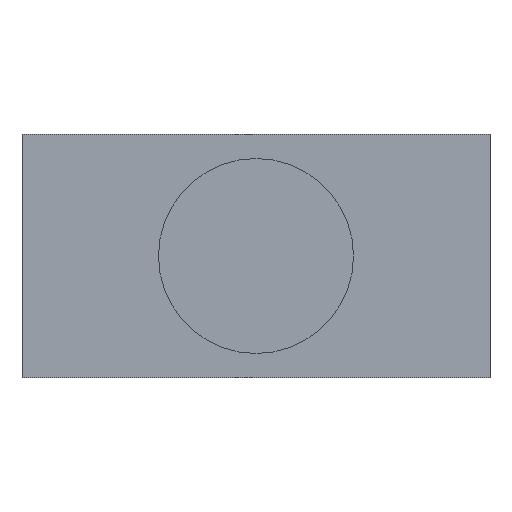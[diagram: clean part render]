
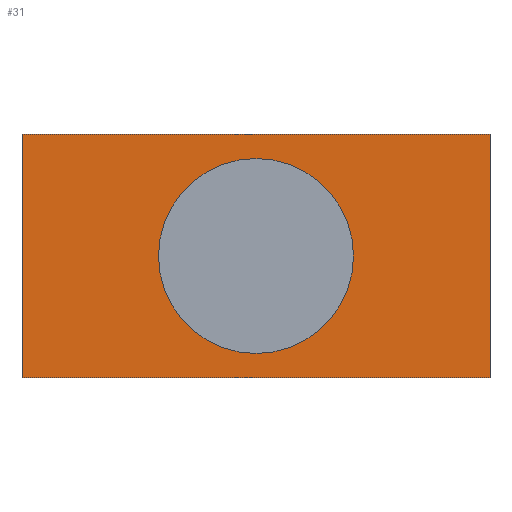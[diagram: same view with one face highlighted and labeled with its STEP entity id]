
A CAD part, left-side view. The second image highlights one B-rep face of the part: STEP entity #31.
In plain terms, the highlighted planar face has unit normal (-1, 0, 0).
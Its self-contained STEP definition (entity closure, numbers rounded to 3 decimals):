
#15 = EDGE_CURVE ( 'NONE', #56, #17, #16146, .T. ) ;
#16 = ORIENTED_EDGE ( 'NONE', *, *, #15, .F. ) ;
#17 = VERTEX_POINT ( 'NONE', #16142 ) ;
#20 = VERTEX_POINT ( 'NONE', #16137 ) ;
#21 = EDGE_CURVE ( 'NONE', #20, #17, #16136, .T. ) ;
#22 = ORIENTED_EDGE ( 'NONE', *, *, #21, .T. ) ;
#23 = EDGE_LOOP ( 'NONE', ( #22, #16, #26, #74 ) ) ;
#26 = ORIENTED_EDGE ( 'NONE', *, *, #27, .F. ) ;
#27 = EDGE_CURVE ( 'NONE', #34, #56, #16128, .T. ) ;
#31 = ADVANCED_FACE ( 'NONE', ( #16119, #16118 ), #16163, .F. ) ;
#34 = VERTEX_POINT ( 'NONE', #16157 ) ;
#54 = EDGE_LOOP ( 'NONE', ( #55, #77 ) ) ;
#55 = ORIENTED_EDGE ( 'NONE', *, *, #57, .F. ) ;
#56 = VERTEX_POINT ( 'NONE', #16255 ) ;
#57 = EDGE_CURVE ( 'NONE', #13305, #13308, #16254, .T. ) ;
#67 = EDGE_CURVE ( 'NONE', #34, #20, #16242, .T. ) ;
#74 = ORIENTED_EDGE ( 'NONE', *, *, #67, .T. ) ;
#77 = ORIENTED_EDGE ( 'NONE', *, *, #13226, .F. ) ;
#13226 = EDGE_CURVE ( 'NONE', #13308, #13305, #18934, .T. ) ;
#13305 = VERTEX_POINT ( 'NONE', #19264 ) ;
#13308 = VERTEX_POINT ( 'NONE', #19308 ) ;
#16118 = FACE_BOUND ( 'NONE', #54, .T. ) ;
#16119 = FACE_OUTER_BOUND ( 'NONE', #23, .T. ) ;
#16125 = DIRECTION ( 'NONE',  ( 0., -1., 0. ) ) ;
#16126 = VECTOR ( 'NONE', #16125, 1000. ) ;
#16127 = CARTESIAN_POINT ( 'NONE',  ( -1.75, 0., 1.25 ) ) ;
#16128 = LINE ( 'NONE', #16127, #16126 ) ;
#16133 = DIRECTION ( 'NONE',  ( 0., -1., 0. ) ) ;
#16134 = VECTOR ( 'NONE', #16133, 1000. ) ;
#16135 = CARTESIAN_POINT ( 'NONE',  ( -1.75, 0., -1.25 ) ) ;
#16136 = LINE ( 'NONE', #16135, #16134 ) ;
#16137 = CARTESIAN_POINT ( 'NONE',  ( -1.75, 2.4, -1.25 ) ) ;
#16142 = CARTESIAN_POINT ( 'NONE',  ( -1.75, -2.4, -1.25 ) ) ;
#16143 = DIRECTION ( 'NONE',  ( 0., 0., -1. ) ) ;
#16144 = VECTOR ( 'NONE', #16143, 1000. ) ;
#16145 = CARTESIAN_POINT ( 'NONE',  ( -1.75, -2.4, 1.25 ) ) ;
#16146 = LINE ( 'NONE', #16145, #16144 ) ;
#16157 = CARTESIAN_POINT ( 'NONE',  ( -1.75, 2.4, 1.25 ) ) ;
#16159 = DIRECTION ( 'NONE',  ( 0., 0., -1. ) ) ;
#16160 = DIRECTION ( 'NONE',  ( 1., 0., 0. ) ) ;
#16161 = CARTESIAN_POINT ( 'NONE',  ( -1.75, 0., 1.25 ) ) ;
#16162 = AXIS2_PLACEMENT_3D ( 'NONE', #16161, #16160, #16159 ) ;
#16163 = PLANE ( 'NONE',  #16162 ) ;
#16239 = DIRECTION ( 'NONE',  ( 0., 0., -1. ) ) ;
#16240 = VECTOR ( 'NONE', #16239, 1000. ) ;
#16241 = CARTESIAN_POINT ( 'NONE',  ( -1.75, 2.4, 1.25 ) ) ;
#16242 = LINE ( 'NONE', #16241, #16240 ) ;
#16250 = DIRECTION ( 'NONE',  ( 0., 0., -1. ) ) ;
#16251 = DIRECTION ( 'NONE',  ( -1., 0., 0. ) ) ;
#16252 = CARTESIAN_POINT ( 'NONE',  ( -1.75, 0., 0. ) ) ;
#16253 = AXIS2_PLACEMENT_3D ( 'NONE', #16252, #16251, #16250 ) ;
#16254 = CIRCLE ( 'NONE', #16253, 1. ) ;
#16255 = CARTESIAN_POINT ( 'NONE',  ( -1.75, -2.4, 1.25 ) ) ;
#18933 = CARTESIAN_POINT ( 'NONE',  ( -1.75, 0., 0. ) ) ;
#18934 = CIRCLE ( 'NONE', #18990, 1. ) ;
#18988 = DIRECTION ( 'NONE',  ( 0., 0., -1. ) ) ;
#18989 = DIRECTION ( 'NONE',  ( -1., 0., 0. ) ) ;
#18990 = AXIS2_PLACEMENT_3D ( 'NONE', #18933, #18989, #18988 ) ;
#19264 = CARTESIAN_POINT ( 'NONE',  ( -1.75, 0., -1. ) ) ;
#19308 = CARTESIAN_POINT ( 'NONE',  ( -1.75, 0., 1. ) ) ;
